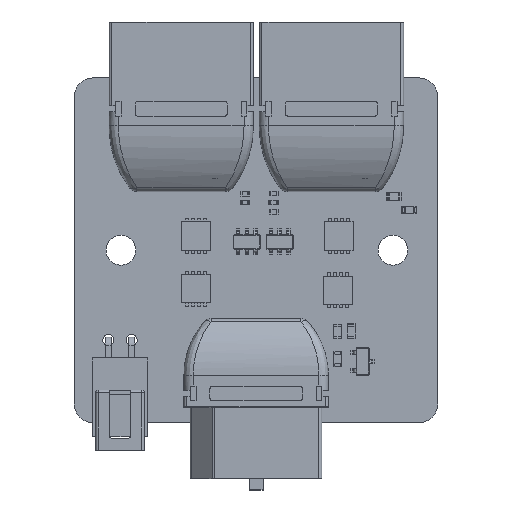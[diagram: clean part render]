
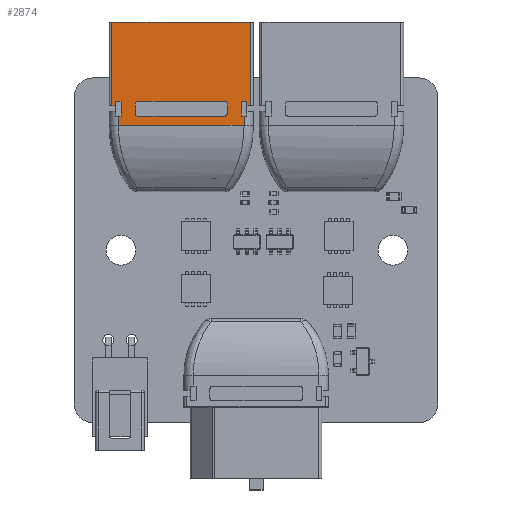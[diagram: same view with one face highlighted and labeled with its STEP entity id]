
A CAD part, top view. The second image highlights one B-rep face of the part: STEP entity #2874.
In plain terms, the highlighted face is planar.
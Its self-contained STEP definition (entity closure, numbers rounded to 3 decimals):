
#2874 = ADVANCED_FACE('',(#2875,#3005),#3075,.T.);
#2875 = FACE_BOUND('',#2876,.T.);
#2876 = EDGE_LOOP('',(#2877,#2887,#2895,#2903,#2911,#2919,#2927,#2935,
    #2943,#2951,#2959,#2967,#2975,#2983,#2991,#2999));
#2877 = ORIENTED_EDGE('',*,*,#2878,.T.);
#2878 = EDGE_CURVE('',#2879,#2881,#2883,.T.);
#2879 = VERTEX_POINT('',#2880);
#2880 = CARTESIAN_POINT('',(-6.45,4.2,10.1));
#2881 = VERTEX_POINT('',#2882);
#2882 = CARTESIAN_POINT('',(-6.75,4.2,10.1));
#2883 = LINE('',#2884,#2885);
#2884 = CARTESIAN_POINT('',(-7.05,4.2,10.1));
#2885 = VECTOR('',#2886,1.);
#2886 = DIRECTION('',(-1.,-0.,-0.));
#2887 = ORIENTED_EDGE('',*,*,#2888,.T.);
#2888 = EDGE_CURVE('',#2881,#2889,#2891,.T.);
#2889 = VERTEX_POINT('',#2890);
#2890 = CARTESIAN_POINT('',(-6.75,4.2,11.1));
#2891 = LINE('',#2892,#2893);
#2892 = CARTESIAN_POINT('',(-6.75,4.2,11.1));
#2893 = VECTOR('',#2894,1.);
#2894 = DIRECTION('',(0.,-0.,1.));
#2895 = ORIENTED_EDGE('',*,*,#2896,.T.);
#2896 = EDGE_CURVE('',#2889,#2897,#2899,.T.);
#2897 = VERTEX_POINT('',#2898);
#2898 = CARTESIAN_POINT('',(6.75,4.2,11.1));
#2899 = LINE('',#2900,#2901);
#2900 = CARTESIAN_POINT('',(-7.75,4.2,11.1));
#2901 = VECTOR('',#2902,1.);
#2902 = DIRECTION('',(1.,-0.,-0.));
#2903 = ORIENTED_EDGE('',*,*,#2904,.T.);
#2904 = EDGE_CURVE('',#2897,#2905,#2907,.T.);
#2905 = VERTEX_POINT('',#2906);
#2906 = CARTESIAN_POINT('',(6.75,4.2,10.1));
#2907 = LINE('',#2908,#2909);
#2908 = CARTESIAN_POINT('',(6.75,4.2,11.1));
#2909 = VECTOR('',#2910,1.);
#2910 = DIRECTION('',(-0.,0.,-1.));
#2911 = ORIENTED_EDGE('',*,*,#2912,.T.);
#2912 = EDGE_CURVE('',#2905,#2913,#2915,.T.);
#2913 = VERTEX_POINT('',#2914);
#2914 = CARTESIAN_POINT('',(6.45,4.2,10.1));
#2915 = LINE('',#2916,#2917);
#2916 = CARTESIAN_POINT('',(7.05,4.2,10.1));
#2917 = VECTOR('',#2918,1.);
#2918 = DIRECTION('',(-1.,0.,0.));
#2919 = ORIENTED_EDGE('',*,*,#2920,.T.);
#2920 = EDGE_CURVE('',#2913,#2921,#2923,.T.);
#2921 = VERTEX_POINT('',#2922);
#2922 = CARTESIAN_POINT('',(6.45,4.2,8.5));
#2923 = LINE('',#2924,#2925);
#2924 = CARTESIAN_POINT('',(6.45,4.2,8.5));
#2925 = VECTOR('',#2926,1.);
#2926 = DIRECTION('',(0.,-0.,-1.));
#2927 = ORIENTED_EDGE('',*,*,#2928,.T.);
#2928 = EDGE_CURVE('',#2921,#2929,#2931,.T.);
#2929 = VERTEX_POINT('',#2930);
#2930 = CARTESIAN_POINT('',(7.05,4.2,8.5));
#2931 = LINE('',#2932,#2933);
#2932 = CARTESIAN_POINT('',(7.05,4.2,8.5));
#2933 = VECTOR('',#2934,1.);
#2934 = DIRECTION('',(1.,-0.,-0.));
#2935 = ORIENTED_EDGE('',*,*,#2936,.T.);
#2936 = EDGE_CURVE('',#2929,#2937,#2939,.T.);
#2937 = VERTEX_POINT('',#2938);
#2938 = CARTESIAN_POINT('',(7.05,4.2,8.95));
#2939 = LINE('',#2940,#2941);
#2940 = CARTESIAN_POINT('',(7.05,4.2,8.5));
#2941 = VECTOR('',#2942,1.);
#2942 = DIRECTION('',(0.,0.,1.));
#2943 = ORIENTED_EDGE('',*,*,#2944,.F.);
#2944 = EDGE_CURVE('',#2945,#2937,#2947,.T.);
#2945 = VERTEX_POINT('',#2946);
#2946 = CARTESIAN_POINT('',(7.45,4.2,8.95));
#2947 = LINE('',#2948,#2949);
#2948 = CARTESIAN_POINT('',(0.,4.2,8.95));
#2949 = VECTOR('',#2950,1.);
#2950 = DIRECTION('',(-1.,0.,0.));
#2951 = ORIENTED_EDGE('',*,*,#2952,.T.);
#2952 = EDGE_CURVE('',#2945,#2953,#2955,.T.);
#2953 = VERTEX_POINT('',#2954);
#2954 = CARTESIAN_POINT('',(7.45,4.2,0.));
#2955 = LINE('',#2956,#2957);
#2956 = CARTESIAN_POINT('',(7.45,4.2,11.1));
#2957 = VECTOR('',#2958,1.);
#2958 = DIRECTION('',(-0.,0.,-1.));
#2959 = ORIENTED_EDGE('',*,*,#2960,.F.);
#2960 = EDGE_CURVE('',#2961,#2953,#2963,.T.);
#2961 = VERTEX_POINT('',#2962);
#2962 = CARTESIAN_POINT('',(-7.45,4.2,0.));
#2963 = LINE('',#2964,#2965);
#2964 = CARTESIAN_POINT('',(-0.,4.2,0.));
#2965 = VECTOR('',#2966,1.);
#2966 = DIRECTION('',(1.,0.,0.));
#2967 = ORIENTED_EDGE('',*,*,#2968,.T.);
#2968 = EDGE_CURVE('',#2961,#2969,#2971,.T.);
#2969 = VERTEX_POINT('',#2970);
#2970 = CARTESIAN_POINT('',(-7.45,4.2,8.95));
#2971 = LINE('',#2972,#2973);
#2972 = CARTESIAN_POINT('',(-7.45,4.2,8.95));
#2973 = VECTOR('',#2974,1.);
#2974 = DIRECTION('',(0.,-0.,1.));
#2975 = ORIENTED_EDGE('',*,*,#2976,.F.);
#2976 = EDGE_CURVE('',#2977,#2969,#2979,.T.);
#2977 = VERTEX_POINT('',#2978);
#2978 = CARTESIAN_POINT('',(-7.05,4.2,8.95));
#2979 = LINE('',#2980,#2981);
#2980 = CARTESIAN_POINT('',(-8.45,4.2,8.95));
#2981 = VECTOR('',#2982,1.);
#2982 = DIRECTION('',(-1.,-0.,-0.));
#2983 = ORIENTED_EDGE('',*,*,#2984,.T.);
#2984 = EDGE_CURVE('',#2977,#2985,#2987,.T.);
#2985 = VERTEX_POINT('',#2986);
#2986 = CARTESIAN_POINT('',(-7.05,4.2,8.5));
#2987 = LINE('',#2988,#2989);
#2988 = CARTESIAN_POINT('',(-7.05,4.2,8.5));
#2989 = VECTOR('',#2990,1.);
#2990 = DIRECTION('',(0.,-0.,-1.));
#2991 = ORIENTED_EDGE('',*,*,#2992,.T.);
#2992 = EDGE_CURVE('',#2985,#2993,#2995,.T.);
#2993 = VERTEX_POINT('',#2994);
#2994 = CARTESIAN_POINT('',(-6.45,4.2,8.5));
#2995 = LINE('',#2996,#2997);
#2996 = CARTESIAN_POINT('',(-7.05,4.2,8.5));
#2997 = VECTOR('',#2998,1.);
#2998 = DIRECTION('',(1.,0.,0.));
#2999 = ORIENTED_EDGE('',*,*,#3000,.T.);
#3000 = EDGE_CURVE('',#2993,#2879,#3001,.T.);
#3001 = LINE('',#3002,#3003);
#3002 = CARTESIAN_POINT('',(-6.45,4.2,8.5));
#3003 = VECTOR('',#3004,1.);
#3004 = DIRECTION('',(0.,0.,1.));
#3005 = FACE_BOUND('',#3006,.T.);
#3006 = EDGE_LOOP('',(#3007,#3017,#3026,#3034,#3043,#3051,#3060,#3068));
#3007 = ORIENTED_EDGE('',*,*,#3008,.F.);
#3008 = EDGE_CURVE('',#3009,#3011,#3013,.T.);
#3009 = VERTEX_POINT('',#3010);
#3010 = CARTESIAN_POINT('',(-4.95,4.2,8.8));
#3011 = VERTEX_POINT('',#3012);
#3012 = CARTESIAN_POINT('',(-4.95,4.2,9.8));
#3013 = LINE('',#3014,#3015);
#3014 = CARTESIAN_POINT('',(-4.95,4.2,8.5));
#3015 = VECTOR('',#3016,1.);
#3016 = DIRECTION('',(0.,0.,1.));
#3017 = ORIENTED_EDGE('',*,*,#3018,.T.);
#3018 = EDGE_CURVE('',#3009,#3019,#3021,.T.);
#3019 = VERTEX_POINT('',#3020);
#3020 = CARTESIAN_POINT('',(-4.65,4.2,8.5));
#3021 = CIRCLE('',#3022,0.3);
#3022 = AXIS2_PLACEMENT_3D('',#3023,#3024,#3025);
#3023 = CARTESIAN_POINT('',(-4.65,4.2,8.8));
#3024 = DIRECTION('',(0.,-1.,0.));
#3025 = DIRECTION('',(0.,0.,1.));
#3026 = ORIENTED_EDGE('',*,*,#3027,.F.);
#3027 = EDGE_CURVE('',#3028,#3019,#3030,.T.);
#3028 = VERTEX_POINT('',#3029);
#3029 = CARTESIAN_POINT('',(4.65,4.2,8.5));
#3030 = LINE('',#3031,#3032);
#3031 = CARTESIAN_POINT('',(-4.95,4.2,8.5));
#3032 = VECTOR('',#3033,1.);
#3033 = DIRECTION('',(-1.,-0.,-0.));
#3034 = ORIENTED_EDGE('',*,*,#3035,.T.);
#3035 = EDGE_CURVE('',#3028,#3036,#3038,.T.);
#3036 = VERTEX_POINT('',#3037);
#3037 = CARTESIAN_POINT('',(4.95,4.2,8.8));
#3038 = CIRCLE('',#3039,0.3);
#3039 = AXIS2_PLACEMENT_3D('',#3040,#3041,#3042);
#3040 = CARTESIAN_POINT('',(4.65,4.2,8.8));
#3041 = DIRECTION('',(0.,-1.,0.));
#3042 = DIRECTION('',(0.,0.,1.));
#3043 = ORIENTED_EDGE('',*,*,#3044,.F.);
#3044 = EDGE_CURVE('',#3045,#3036,#3047,.T.);
#3045 = VERTEX_POINT('',#3046);
#3046 = CARTESIAN_POINT('',(4.95,4.2,9.8));
#3047 = LINE('',#3048,#3049);
#3048 = CARTESIAN_POINT('',(4.95,4.2,8.5));
#3049 = VECTOR('',#3050,1.);
#3050 = DIRECTION('',(-0.,-0.,-1.));
#3051 = ORIENTED_EDGE('',*,*,#3052,.T.);
#3052 = EDGE_CURVE('',#3045,#3053,#3055,.T.);
#3053 = VERTEX_POINT('',#3054);
#3054 = CARTESIAN_POINT('',(4.65,4.2,10.1));
#3055 = CIRCLE('',#3056,0.3);
#3056 = AXIS2_PLACEMENT_3D('',#3057,#3058,#3059);
#3057 = CARTESIAN_POINT('',(4.65,4.2,9.8));
#3058 = DIRECTION('',(-0.,-1.,0.));
#3059 = DIRECTION('',(0.,0.,1.));
#3060 = ORIENTED_EDGE('',*,*,#3061,.F.);
#3061 = EDGE_CURVE('',#3062,#3053,#3064,.T.);
#3062 = VERTEX_POINT('',#3063);
#3063 = CARTESIAN_POINT('',(-4.65,4.2,10.1));
#3064 = LINE('',#3065,#3066);
#3065 = CARTESIAN_POINT('',(-4.95,4.2,10.1));
#3066 = VECTOR('',#3067,1.);
#3067 = DIRECTION('',(1.,0.,0.));
#3068 = ORIENTED_EDGE('',*,*,#3069,.T.);
#3069 = EDGE_CURVE('',#3062,#3011,#3070,.T.);
#3070 = CIRCLE('',#3071,0.3);
#3071 = AXIS2_PLACEMENT_3D('',#3072,#3073,#3074);
#3072 = CARTESIAN_POINT('',(-4.65,4.2,9.8));
#3073 = DIRECTION('',(0.,-1.,0.));
#3074 = DIRECTION('',(0.,0.,1.));
#3075 = PLANE('',#3076);
#3076 = AXIS2_PLACEMENT_3D('',#3077,#3078,#3079);
#3077 = CARTESIAN_POINT('',(0.,4.2,11.1));
#3078 = DIRECTION('',(0.,1.,0.));
#3079 = DIRECTION('',(0.,-0.,1.));
